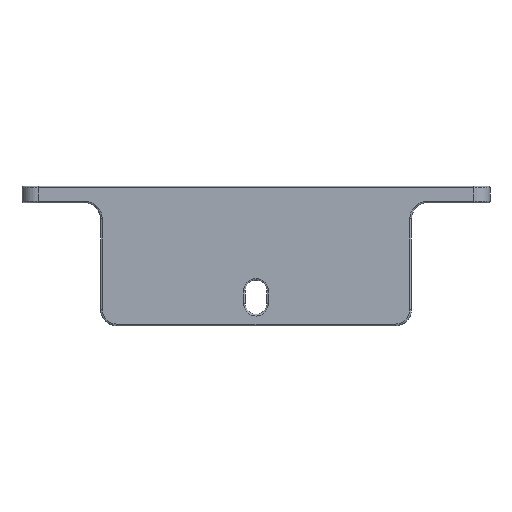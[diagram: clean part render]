
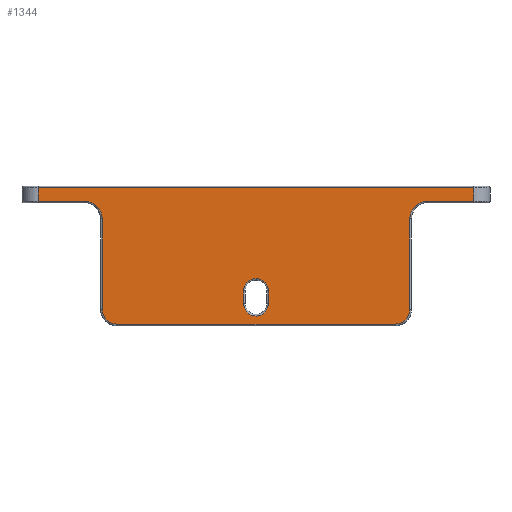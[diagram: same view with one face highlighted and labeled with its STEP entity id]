
A CAD part, front view. The second image highlights one B-rep face of the part: STEP entity #1344.
In plain terms, the highlighted planar face has unit normal (0, -1, 0).
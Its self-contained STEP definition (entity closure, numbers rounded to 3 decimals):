
#11 = CARTESIAN_POINT ( 'NONE',  ( 67.5, 0., 0. ) ) ;
#14 = CIRCLE ( 'NONE', #1804, 4.5 ) ;
#28 = DIRECTION ( 'NONE',  ( 0., 0., 1. ) ) ;
#30 = ORIENTED_EDGE ( 'NONE', *, *, #1042, .T. ) ;
#88 = LINE ( 'NONE', #2058, #2007 ) ;
#89 = CARTESIAN_POINT ( 'NONE',  ( 0., 0., -28.578 ) ) ;
#95 = CARTESIAN_POINT ( 'NONE',  ( 43.175, 0., -42.68 ) ) ;
#96 = CIRCLE ( 'NONE', #2305, 3.802 ) ;
#123 = EDGE_CURVE ( 'NONE', #1496, #1621, #96, .T. ) ;
#175 = CARTESIAN_POINT ( 'NONE',  ( 67.5, 0., -0.5 ) ) ;
#186 = VECTOR ( 'NONE', #1084, 1000. ) ;
#190 = EDGE_CURVE ( 'NONE', #1567, #1305, #1156, .T. ) ;
#193 = CARTESIAN_POINT ( 'NONE',  ( 3.802, 0., -36.38 ) ) ;
#201 = DIRECTION ( 'NONE',  ( 0., 0., 1. ) ) ;
#224 = CARTESIAN_POINT ( 'NONE',  ( 47.675, 0., -38.18 ) ) ;
#225 = ORIENTED_EDGE ( 'NONE', *, *, #262, .T. ) ;
#238 = DIRECTION ( 'NONE',  ( 0., 1., 0. ) ) ;
#261 = AXIS2_PLACEMENT_3D ( 'NONE', #1959, #1589, #1562 ) ;
#262 = EDGE_CURVE ( 'NONE', #2188, #2455, #515, .T. ) ;
#267 = LINE ( 'NONE', #2043, #1925 ) ;
#298 = EDGE_CURVE ( 'NONE', #523, #1158, #456, .T. ) ;
#320 = ORIENTED_EDGE ( 'NONE', *, *, #1532, .T. ) ;
#351 = DIRECTION ( 'NONE',  ( 0., 0., 1. ) ) ;
#371 = CARTESIAN_POINT ( 'NONE',  ( -47.675, 0., -10.08 ) ) ;
#378 = DIRECTION ( 'NONE',  ( 0., 0., 1. ) ) ;
#389 = AXIS2_PLACEMENT_3D ( 'NONE', #410, #238, #28 ) ;
#410 = CARTESIAN_POINT ( 'NONE',  ( 0., 0., -32.38 ) ) ;
#417 = DIRECTION ( 'NONE',  ( 1., 0., 0. ) ) ;
#456 = CIRCLE ( 'NONE', #1848, 4.5 ) ;
#479 = VERTEX_POINT ( 'NONE', #224 ) ;
#509 = DIRECTION ( 'NONE',  ( 0., 1., 0. ) ) ;
#515 = LINE ( 'NONE', #11, #1931 ) ;
#523 = VERTEX_POINT ( 'NONE', #628 ) ;
#541 = AXIS2_PLACEMENT_3D ( 'NONE', #1395, #2006, #1821 ) ;
#579 = DIRECTION ( 'NONE',  ( 0., -1., 0. ) ) ;
#598 = CARTESIAN_POINT ( 'NONE',  ( -67.5, 0., -0.5 ) ) ;
#605 = EDGE_CURVE ( 'NONE', #1158, #2023, #2047, .T. ) ;
#628 = CARTESIAN_POINT ( 'NONE',  ( -47.675, 0., -38.18 ) ) ;
#629 = CARTESIAN_POINT ( 'NONE',  ( -53.175, 0., -4.58 ) ) ;
#666 = ORIENTED_EDGE ( 'NONE', *, *, #1324, .T. ) ;
#683 = DIRECTION ( 'NONE',  ( 0., 0., -1. ) ) ;
#708 = ORIENTED_EDGE ( 'NONE', *, *, #1008, .T. ) ;
#734 = CARTESIAN_POINT ( 'NONE',  ( -3.802, 0., -32.38 ) ) ;
#804 = VECTOR ( 'NONE', #2019, 1000. ) ;
#832 = ORIENTED_EDGE ( 'NONE', *, *, #1302, .T. ) ;
#850 = VERTEX_POINT ( 'NONE', #1530 ) ;
#936 = DIRECTION ( 'NONE',  ( 0., -1., 0. ) ) ;
#939 = AXIS2_PLACEMENT_3D ( 'NONE', #1733, #2535, #1912 ) ;
#949 = LINE ( 'NONE', #1244, #2225 ) ;
#952 = DIRECTION ( 'NONE',  ( 1., 0., 0. ) ) ;
#955 = ORIENTED_EDGE ( 'NONE', *, *, #2472, .T. ) ;
#1008 = EDGE_CURVE ( 'NONE', #2455, #1351, #949, .T. ) ;
#1042 = EDGE_CURVE ( 'NONE', #479, #1644, #267, .T. ) ;
#1054 = VECTOR ( 'NONE', #351, 1000. ) ;
#1066 = LINE ( 'NONE', #193, #1607 ) ;
#1076 = DIRECTION ( 'NONE',  ( 0., 0., 1. ) ) ;
#1084 = DIRECTION ( 'NONE',  ( 0., 0., -1. ) ) ;
#1090 = EDGE_CURVE ( 'NONE', #850, #1567, #1890, .T. ) ;
#1121 = CARTESIAN_POINT ( 'NONE',  ( 3.802, 0., -32.38 ) ) ;
#1142 = CARTESIAN_POINT ( 'NONE',  ( -43.175, 0., -38.18 ) ) ;
#1156 = LINE ( 'NONE', #734, #1054 ) ;
#1158 = VERTEX_POINT ( 'NONE', #1911 ) ;
#1166 = CIRCLE ( 'NONE', #939, 5.5 ) ;
#1173 = CARTESIAN_POINT ( 'NONE',  ( 76.2, 0., -4.58 ) ) ;
#1205 = LINE ( 'NONE', #2379, #1639 ) ;
#1224 = CARTESIAN_POINT ( 'NONE',  ( 43.175, 0., -42.68 ) ) ;
#1244 = CARTESIAN_POINT ( 'NONE',  ( 76.2, 0., -0.5 ) ) ;
#1302 = EDGE_CURVE ( 'NONE', #1997, #2188, #1205, .T. ) ;
#1305 = VERTEX_POINT ( 'NONE', #2362 ) ;
#1324 = EDGE_CURVE ( 'NONE', #1305, #1496, #2349, .T. ) ;
#1344 = ADVANCED_FACE ( 'NONE', ( #1892, #1760 ), #1974, .F. ) ;
#1351 = VERTEX_POINT ( 'NONE', #598 ) ;
#1395 = CARTESIAN_POINT ( 'NONE',  ( -53.175, 0., -10.08 ) ) ;
#1404 = EDGE_CURVE ( 'NONE', #1906, #2417, #2547, .T. ) ;
#1496 = VERTEX_POINT ( 'NONE', #89 ) ;
#1505 = DIRECTION ( 'NONE',  ( 0., 0., 1. ) ) ;
#1514 = DIRECTION ( 'NONE',  ( 0., 1., 0. ) ) ;
#1530 = CARTESIAN_POINT ( 'NONE',  ( 3.802, 0., -36.38 ) ) ;
#1532 = EDGE_CURVE ( 'NONE', #2417, #523, #88, .T. ) ;
#1562 = DIRECTION ( 'NONE',  ( 0., 0., 1. ) ) ;
#1567 = VERTEX_POINT ( 'NONE', #2493 ) ;
#1587 = EDGE_CURVE ( 'NONE', #1351, #1618, #2382, .T. ) ;
#1589 = DIRECTION ( 'NONE',  ( 0., 1., 0. ) ) ;
#1607 = VECTOR ( 'NONE', #2320, 1000. ) ;
#1618 = VERTEX_POINT ( 'NONE', #2093 ) ;
#1621 = VERTEX_POINT ( 'NONE', #1121 ) ;
#1627 = AXIS2_PLACEMENT_3D ( 'NONE', #2072, #509, #1076 ) ;
#1628 = VECTOR ( 'NONE', #952, 1000. ) ;
#1639 = VECTOR ( 'NONE', #417, 1000. ) ;
#1644 = VERTEX_POINT ( 'NONE', #2279 ) ;
#1674 = ORIENTED_EDGE ( 'NONE', *, *, #190, .T. ) ;
#1724 = EDGE_LOOP ( 'NONE', ( #1783, #1674, #666, #2316, #2306 ) ) ;
#1733 = CARTESIAN_POINT ( 'NONE',  ( 53.175, 0., -10.08 ) ) ;
#1760 = FACE_BOUND ( 'NONE', #1724, .T. ) ;
#1783 = ORIENTED_EDGE ( 'NONE', *, *, #1090, .T. ) ;
#1804 = AXIS2_PLACEMENT_3D ( 'NONE', #2134, #936, #2330 ) ;
#1817 = ORIENTED_EDGE ( 'NONE', *, *, #298, .T. ) ;
#1821 = DIRECTION ( 'NONE',  ( 0., 0., 1. ) ) ;
#1843 = DIRECTION ( 'NONE',  ( -1., 0., 0. ) ) ;
#1848 = AXIS2_PLACEMENT_3D ( 'NONE', #1142, #579, #378 ) ;
#1853 = DIRECTION ( 'NONE',  ( 0., 0., 1. ) ) ;
#1890 = CIRCLE ( 'NONE', #1627, 3.802 ) ;
#1892 = FACE_OUTER_BOUND ( 'NONE', #2424, .T. ) ;
#1906 = VERTEX_POINT ( 'NONE', #629 ) ;
#1908 = CARTESIAN_POINT ( 'NONE',  ( -67.5, 0., -5.08 ) ) ;
#1911 = CARTESIAN_POINT ( 'NONE',  ( -43.175, 0., -42.68 ) ) ;
#1912 = DIRECTION ( 'NONE',  ( 0., 0., 1. ) ) ;
#1925 = VECTOR ( 'NONE', #1853, 1000. ) ;
#1931 = VECTOR ( 'NONE', #201, 1000. ) ;
#1959 = CARTESIAN_POINT ( 'NONE',  ( 76.2, 0., 0. ) ) ;
#1970 = LINE ( 'NONE', #1173, #1628 ) ;
#1974 = PLANE ( 'NONE',  #261 ) ;
#1997 = VERTEX_POINT ( 'NONE', #2036 ) ;
#2006 = DIRECTION ( 'NONE',  ( 0., 1., 0. ) ) ;
#2007 = VECTOR ( 'NONE', #683, 1000. ) ;
#2019 = DIRECTION ( 'NONE',  ( 1., 0., 0. ) ) ;
#2023 = VERTEX_POINT ( 'NONE', #95 ) ;
#2027 = CARTESIAN_POINT ( 'NONE',  ( 67.5, 0., -4.58 ) ) ;
#2036 = CARTESIAN_POINT ( 'NONE',  ( 53.175, 0., -4.58 ) ) ;
#2040 = CARTESIAN_POINT ( 'NONE',  ( 0., 0., -32.38 ) ) ;
#2043 = CARTESIAN_POINT ( 'NONE',  ( 47.675, 0., 0. ) ) ;
#2047 = LINE ( 'NONE', #1224, #804 ) ;
#2058 = CARTESIAN_POINT ( 'NONE',  ( -47.675, 0., 0. ) ) ;
#2060 = EDGE_CURVE ( 'NONE', #1621, #850, #1066, .T. ) ;
#2072 = CARTESIAN_POINT ( 'NONE',  ( 0., 0., -36.38 ) ) ;
#2093 = CARTESIAN_POINT ( 'NONE',  ( -67.5, 0., -4.58 ) ) ;
#2125 = ORIENTED_EDGE ( 'NONE', *, *, #2496, .T. ) ;
#2128 = ORIENTED_EDGE ( 'NONE', *, *, #1587, .T. ) ;
#2134 = CARTESIAN_POINT ( 'NONE',  ( 43.175, 0., -38.18 ) ) ;
#2188 = VERTEX_POINT ( 'NONE', #2027 ) ;
#2200 = ORIENTED_EDGE ( 'NONE', *, *, #1404, .T. ) ;
#2209 = ORIENTED_EDGE ( 'NONE', *, *, #2461, .T. ) ;
#2225 = VECTOR ( 'NONE', #1843, 1000. ) ;
#2279 = CARTESIAN_POINT ( 'NONE',  ( 47.675, 0., -10.08 ) ) ;
#2305 = AXIS2_PLACEMENT_3D ( 'NONE', #2040, #1514, #1505 ) ;
#2306 = ORIENTED_EDGE ( 'NONE', *, *, #2060, .T. ) ;
#2316 = ORIENTED_EDGE ( 'NONE', *, *, #123, .T. ) ;
#2320 = DIRECTION ( 'NONE',  ( 0., 0., -1. ) ) ;
#2329 = ORIENTED_EDGE ( 'NONE', *, *, #605, .T. ) ;
#2330 = DIRECTION ( 'NONE',  ( 0., 0., 1. ) ) ;
#2349 = CIRCLE ( 'NONE', #389, 3.802 ) ;
#2362 = CARTESIAN_POINT ( 'NONE',  ( -3.802, 0., -32.38 ) ) ;
#2379 = CARTESIAN_POINT ( 'NONE',  ( 76.2, 0., -4.58 ) ) ;
#2382 = LINE ( 'NONE', #1908, #186 ) ;
#2417 = VERTEX_POINT ( 'NONE', #371 ) ;
#2424 = EDGE_LOOP ( 'NONE', ( #225, #708, #2128, #2125, #2200, #320, #1817, #2329, #955, #30, #2209, #832 ) ) ;
#2455 = VERTEX_POINT ( 'NONE', #175 ) ;
#2461 = EDGE_CURVE ( 'NONE', #1644, #1997, #1166, .T. ) ;
#2472 = EDGE_CURVE ( 'NONE', #2023, #479, #14, .T. ) ;
#2493 = CARTESIAN_POINT ( 'NONE',  ( -3.802, 0., -36.38 ) ) ;
#2496 = EDGE_CURVE ( 'NONE', #1618, #1906, #1970, .T. ) ;
#2535 = DIRECTION ( 'NONE',  ( 0., 1., 0. ) ) ;
#2547 = CIRCLE ( 'NONE', #541, 5.5 ) ;
